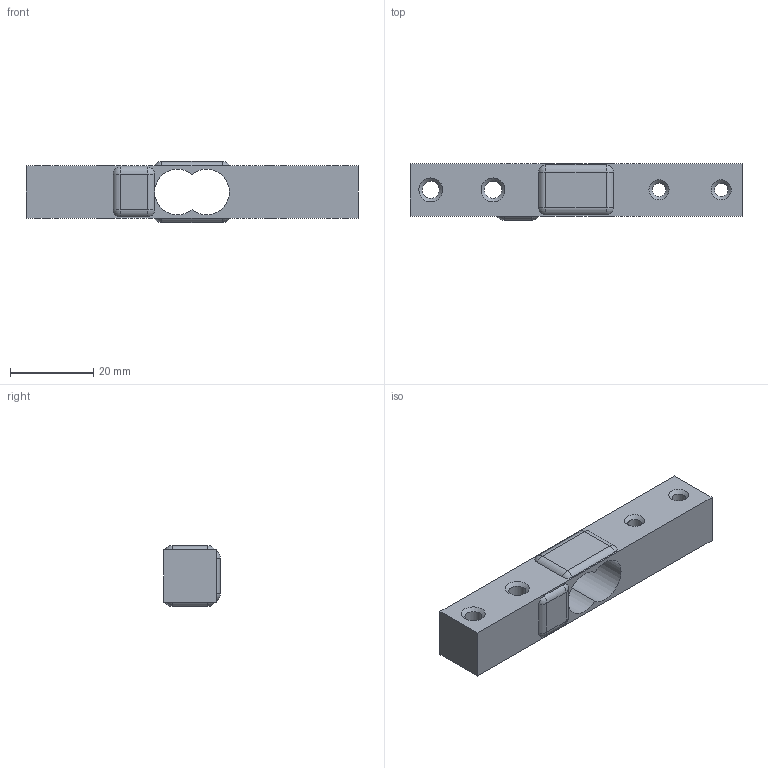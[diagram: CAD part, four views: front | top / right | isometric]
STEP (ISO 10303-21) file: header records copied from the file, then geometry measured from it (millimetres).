
FILE_DESCRIPTION(/* description */ (''),/* implementation_level */ '2;1');
FILE_NAME(/* name */ 'loadCell.stp',/* time_stamp */ '2019-04-27T22:55:32+02:00',/* author */ ('Florin'),/* organization */ (''),/* preprocessor_version */ 'ST-DEVELOPER v16.5',/* originating_system */ 'Autodesk Inventor 2017',/* authorisation */ '');
FILE_SCHEMA (('AUTOMOTIVE_DESIGN { 1 0 10303 214 3 1 1 }'));
Length unit declared in the file: millimetre
Products named in the file (1): loadCell
Bounding box: 80 x 13.7 x 14.7 mm (x, y, z)
Volume: 10674.6 mm3; surface area: 5204.1 mm2
Topology: 1 solids, 1 shells, 47 faces, 112 edges, 69 vertices
Faces by surface type: cylinder 18, sphere 12, plane 9, cone 8
Full cylindrical faces by diameter (mm): 3.242 x2, 4.134 x2
Entity records: 1349 total; most frequent: DIRECTION 249, CARTESIAN_POINT 209, ORIENTED_EDGE 192, AXIS2_PLACEMENT_3D 105, EDGE_CURVE 96, EDGE_LOOP 71, VERTEX_POINT 65, CIRCLE 57
